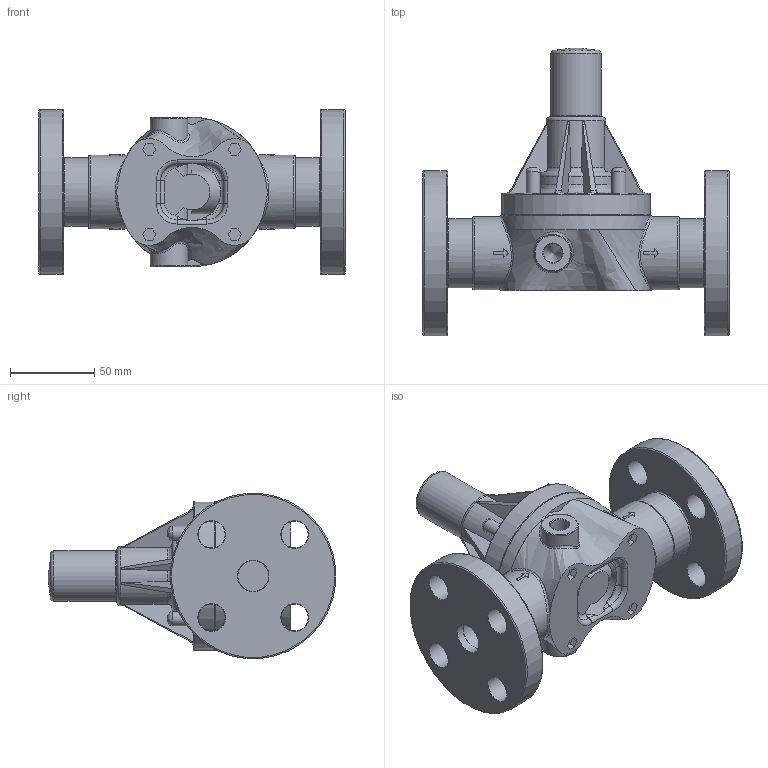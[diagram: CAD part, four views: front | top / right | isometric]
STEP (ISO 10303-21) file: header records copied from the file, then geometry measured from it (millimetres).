
FILE_DESCRIPTION((''),'2;1');
FILE_NAME('ECO-75E-PVC_R0.stp','2017-07-24T14:09:30',('salesdesk5'),(''),'Autodesk Inventor 2009','Autodesk Inventor 2009','');
FILE_SCHEMA(('AUTOMOTIVE_DESIGN { 1 0 10303 214 1 1 1 1 }'));
Length unit declared in the file: inch
Products named in the file (1): ECO-75E-PVC_R0
Bounding box: 182.11 x 171.02 x 98.18 mm (x, y, z)
Volume: 670213.5 mm3; surface area: 116401.6 mm2
Topology: 1 solids, 15 shells, 358 faces, 874 edges, 568 vertices
Faces by surface type: plane 129, cylinder 86, bspline 83, torus 49, cone 11
Full cylindrical faces by diameter (mm): 5.842 x4, 8.382 x4, 11.113 x2, 16.002 x8, 18.339 x2, 18.847 x2, 22.225 x2, 26.67 x2, 29.972 x1, 35.56 x1, 41.046 x2, 43.586 x2, 88.9 x1, 98.552 x2
Entity records: 17187 total; most frequent: CARTESIAN_POINT 9232, ORIENTED_EDGE 1528, DIRECTION 1452, EDGE_CURVE 764, AXIS2_PLACEMENT_3D 593, VERTEX_POINT 547, EDGE_LOOP 489, FACE_OUTER_BOUND 358
